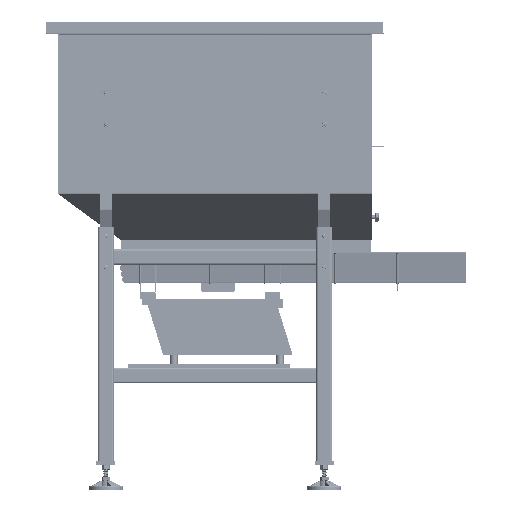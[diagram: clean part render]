
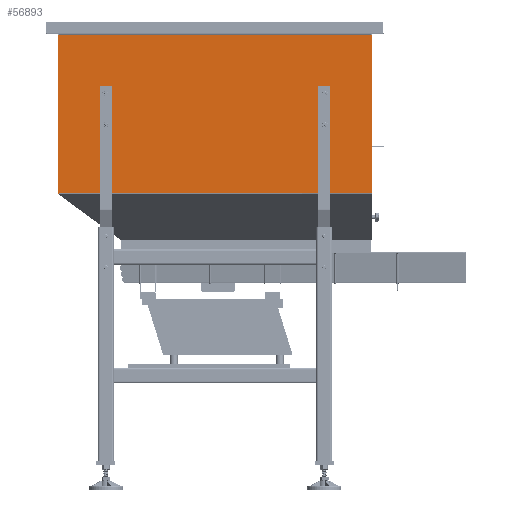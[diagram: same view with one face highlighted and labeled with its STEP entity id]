
A CAD part, left-side view. The second image highlights one B-rep face of the part: STEP entity #56893.
In plain terms, the highlighted planar face has unit normal (-1, 0, 0).
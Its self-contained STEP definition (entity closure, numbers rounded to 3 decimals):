
#3745=LINE('',#108478,#7965);
#3752=LINE('',#108498,#7972);
#3778=LINE('',#108558,#7998);
#3782=LINE('',#108568,#8002);
#3783=LINE('',#108570,#8003);
#3784=LINE('',#108572,#8004);
#3785=LINE('',#108574,#8005);
#3786=LINE('',#108576,#8006);
#3787=LINE('',#108578,#8007);
#3788=LINE('',#108580,#8008);
#3789=LINE('',#108582,#8009);
#3790=LINE('',#108584,#8010);
#3791=LINE('',#108586,#8011);
#3792=LINE('',#108588,#8012);
#3793=LINE('',#108590,#8013);
#3794=LINE('',#108592,#8014);
#3795=LINE('',#108594,#8015);
#3796=LINE('',#108595,#8016);
#7965=VECTOR('',#70106,10.);
#7972=VECTOR('',#70127,10.);
#7998=VECTOR('',#70191,10.);
#8002=VECTOR('',#70201,10.);
#8003=VECTOR('',#70202,10.);
#8004=VECTOR('',#70203,10.);
#8005=VECTOR('',#70204,10.);
#8006=VECTOR('',#70205,10.);
#8007=VECTOR('',#70206,10.);
#8008=VECTOR('',#70207,10.);
#8009=VECTOR('',#70208,10.);
#8010=VECTOR('',#70209,10.);
#8011=VECTOR('',#70210,10.);
#8012=VECTOR('',#70211,10.);
#8013=VECTOR('',#70212,10.);
#8014=VECTOR('',#70213,10.);
#8015=VECTOR('',#70214,10.);
#8016=VECTOR('',#70215,10.);
#14087=FACE_OUTER_BOUND('',#17637,.T.);
#17637=EDGE_LOOP('',(#42074,#42075,#42076,#42077,#42078,#42079,#42080,#42081,
#42082,#42083,#42084,#42085,#42086,#42087,#42088,#42089,#42090,#42091));
#24657=VERTEX_POINT('',#108463);
#24658=VERTEX_POINT('',#108464);
#24663=VERTEX_POINT('',#108476);
#24669=VERTEX_POINT('',#108497);
#24687=VERTEX_POINT('',#108567);
#24688=VERTEX_POINT('',#108569);
#24689=VERTEX_POINT('',#108571);
#24690=VERTEX_POINT('',#108573);
#24691=VERTEX_POINT('',#108575);
#24692=VERTEX_POINT('',#108577);
#24693=VERTEX_POINT('',#108579);
#24694=VERTEX_POINT('',#108581);
#24695=VERTEX_POINT('',#108583);
#24696=VERTEX_POINT('',#108585);
#24697=VERTEX_POINT('',#108587);
#24698=VERTEX_POINT('',#108589);
#24699=VERTEX_POINT('',#108591);
#24700=VERTEX_POINT('',#108593);
#31175=EDGE_CURVE('',#24658,#24663,#3745,.T.);
#31185=EDGE_CURVE('',#24669,#24657,#3752,.T.);
#31216=EDGE_CURVE('',#24663,#24669,#3778,.T.);
#31220=EDGE_CURVE('',#24687,#24657,#3782,.T.);
#31221=EDGE_CURVE('',#24687,#24688,#3783,.T.);
#31222=EDGE_CURVE('',#24688,#24689,#3784,.T.);
#31223=EDGE_CURVE('',#24689,#24690,#3785,.T.);
#31224=EDGE_CURVE('',#24691,#24690,#3786,.T.);
#31225=EDGE_CURVE('',#24691,#24692,#3787,.T.);
#31226=EDGE_CURVE('',#24693,#24692,#3788,.T.);
#31227=EDGE_CURVE('',#24693,#24694,#3789,.T.);
#31228=EDGE_CURVE('',#24694,#24695,#3790,.T.);
#31229=EDGE_CURVE('',#24696,#24695,#3791,.T.);
#31230=EDGE_CURVE('',#24696,#24697,#3792,.T.);
#31231=EDGE_CURVE('',#24697,#24698,#3793,.T.);
#31232=EDGE_CURVE('',#24698,#24699,#3794,.T.);
#31233=EDGE_CURVE('',#24699,#24700,#3795,.T.);
#31234=EDGE_CURVE('',#24658,#24700,#3796,.T.);
#42074=ORIENTED_EDGE('',*,*,#31175,.T.);
#42075=ORIENTED_EDGE('',*,*,#31216,.T.);
#42076=ORIENTED_EDGE('',*,*,#31185,.T.);
#42077=ORIENTED_EDGE('',*,*,#31220,.F.);
#42078=ORIENTED_EDGE('',*,*,#31221,.T.);
#42079=ORIENTED_EDGE('',*,*,#31222,.T.);
#42080=ORIENTED_EDGE('',*,*,#31223,.T.);
#42081=ORIENTED_EDGE('',*,*,#31224,.F.);
#42082=ORIENTED_EDGE('',*,*,#31225,.T.);
#42083=ORIENTED_EDGE('',*,*,#31226,.F.);
#42084=ORIENTED_EDGE('',*,*,#31227,.T.);
#42085=ORIENTED_EDGE('',*,*,#31228,.T.);
#42086=ORIENTED_EDGE('',*,*,#31229,.F.);
#42087=ORIENTED_EDGE('',*,*,#31230,.T.);
#42088=ORIENTED_EDGE('',*,*,#31231,.T.);
#42089=ORIENTED_EDGE('',*,*,#31232,.T.);
#42090=ORIENTED_EDGE('',*,*,#31233,.T.);
#42091=ORIENTED_EDGE('',*,*,#31234,.F.);
#54492=PLANE('',#61208);
#56893=ADVANCED_FACE('',(#14087),#54492,.T.);
#61208=AXIS2_PLACEMENT_3D('',#108566,#70199,#70200);
#70106=DIRECTION('',(0.,0.,1.));
#70127=DIRECTION('',(0.,0.,-1.));
#70191=DIRECTION('',(0.,-1.,0.));
#70199=DIRECTION('center_axis',(-1.,0.,0.));
#70200=DIRECTION('ref_axis',(0.,-1.,0.));
#70201=DIRECTION('',(0.,1.,0.));
#70202=DIRECTION('',(0.,0.,1.));
#70203=DIRECTION('',(0.,-1.,0.));
#70204=DIRECTION('',(0.,0.,-1.));
#70205=DIRECTION('',(0.,1.,0.));
#70206=DIRECTION('',(0.,0.,-1.));
#70207=DIRECTION('',(0.,1.,0.));
#70208=DIRECTION('',(0.,0.,1.));
#70209=DIRECTION('',(0.,1.,0.));
#70210=DIRECTION('',(0.,-1.,0.));
#70211=DIRECTION('',(0.,1.,0.));
#70212=DIRECTION('',(0.,0.,-1.));
#70213=DIRECTION('',(0.,-1.,0.));
#70214=DIRECTION('',(0.,0.,1.));
#70215=DIRECTION('',(0.,1.,0.));
#108463=CARTESIAN_POINT('',(-300.,705.,951.126));
#108464=CARTESIAN_POINT('',(-300.,745.,951.126));
#108476=CARTESIAN_POINT('',(-300.,745.,1294.));
#108478=CARTESIAN_POINT('',(-300.,745.,924.132));
#108497=CARTESIAN_POINT('',(-300.,705.,1294.));
#108498=CARTESIAN_POINT('',(-300.,705.,893.799));
#108558=CARTESIAN_POINT('',(-300.,310.,1294.));
#108566=CARTESIAN_POINT('Origin',(-300.,-125.,949.044));
#108567=CARTESIAN_POINT('',(-300.,45.,951.126));
#108568=CARTESIAN_POINT('',(-300.,125.,951.126));
#108569=CARTESIAN_POINT('',(-300.,45.,1294.));
#108570=CARTESIAN_POINT('',(-300.,45.,924.132));
#108571=CARTESIAN_POINT('',(-300.,5.,1294.));
#108572=CARTESIAN_POINT('',(-300.,-40.,1294.));
#108573=CARTESIAN_POINT('',(-300.,5.,951.126));
#108574=CARTESIAN_POINT('',(-300.,5.,893.799));
#108575=CARTESIAN_POINT('',(-300.,-125.,951.126));
#108576=CARTESIAN_POINT('',(-300.,125.,951.126));
#108577=CARTESIAN_POINT('',(-300.,-125.,951.126));
#108578=CARTESIAN_POINT('',(-300.,-125.,1462.));
#108579=CARTESIAN_POINT('',(-300.,-127.,951.126));
#108580=CARTESIAN_POINT('',(-300.,-125.,951.126));
#108581=CARTESIAN_POINT('',(-300.,-127.,1458.));
#108582=CARTESIAN_POINT('',(-300.,-127.,1462.));
#108583=CARTESIAN_POINT('',(-300.,-125.,1458.));
#108584=CARTESIAN_POINT('',(-300.,-126.,1458.));
#108585=CARTESIAN_POINT('',(-300.,875.,1458.));
#108586=CARTESIAN_POINT('',(-300.,125.,1458.));
#108587=CARTESIAN_POINT('',(-300.,877.,1458.));
#108588=CARTESIAN_POINT('',(-300.,876.,1458.));
#108589=CARTESIAN_POINT('',(-300.,877.,950.026));
#108590=CARTESIAN_POINT('',(-300.,877.,948.));
#108591=CARTESIAN_POINT('',(-300.,875.,950.026));
#108592=CARTESIAN_POINT('',(-300.,875.,950.026));
#108593=CARTESIAN_POINT('',(-300.,875.,951.126));
#108594=CARTESIAN_POINT('',(-300.,875.,948.));
#108595=CARTESIAN_POINT('',(-300.,125.,951.126));
